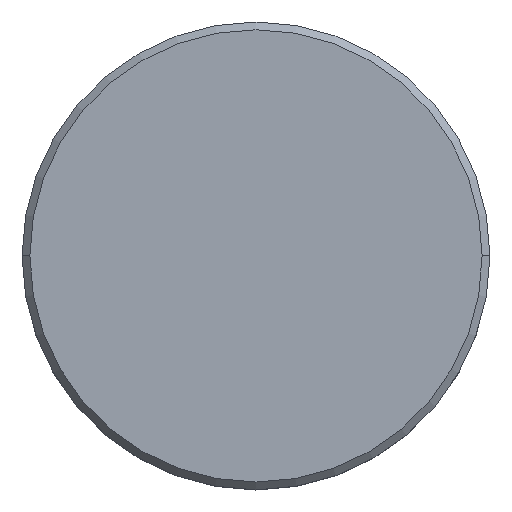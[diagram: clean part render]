
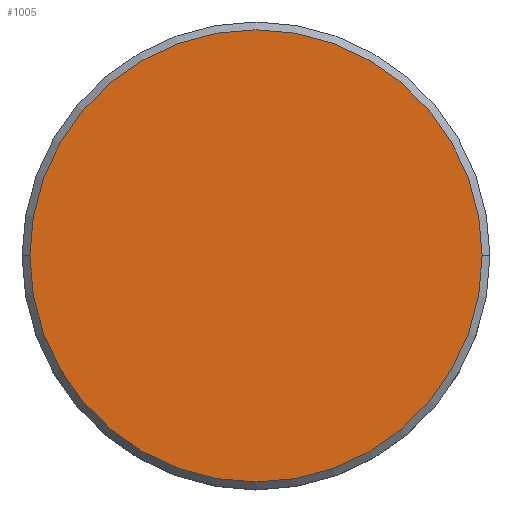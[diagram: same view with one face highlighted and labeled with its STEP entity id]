
A CAD part, top view. The second image highlights one B-rep face of the part: STEP entity #1005.
In plain terms, the highlighted planar face has unit normal (0, 0, 1).
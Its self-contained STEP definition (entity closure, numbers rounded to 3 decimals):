
#4 = CARTESIAN_POINT ( 'NONE',  ( 14.5, 0., 0. ) ) ;
#50 = ORIENTED_EDGE ( 'NONE', *, *, #269, .T. ) ;
#63 = DIRECTION ( 'NONE',  ( 1., 0., 0. ) ) ;
#146 = CIRCLE ( 'NONE', #338, 14.5 ) ;
#206 = DIRECTION ( 'NONE',  ( 1., 0., 0. ) ) ;
#209 = DIRECTION ( 'NONE',  ( 1., 0., 0. ) ) ;
#225 = CIRCLE ( 'NONE', #527, 14.5 ) ;
#269 = EDGE_CURVE ( 'NONE', #552, #852, #146, .T. ) ;
#338 = AXIS2_PLACEMENT_3D ( 'NONE', #681, #606, #206 ) ;
#364 = ORIENTED_EDGE ( 'NONE', *, *, #632, .T. ) ;
#527 = AXIS2_PLACEMENT_3D ( 'NONE', #631, #959, #63 ) ;
#552 = VERTEX_POINT ( 'NONE', #775 ) ;
#583 = EDGE_LOOP ( 'NONE', ( #50, #364 ) ) ;
#593 = AXIS2_PLACEMENT_3D ( 'NONE', #1017, #1012, #209 ) ;
#606 = DIRECTION ( 'NONE',  ( 0., 0., 1. ) ) ;
#631 = CARTESIAN_POINT ( 'NONE',  ( 0., 0., 0. ) ) ;
#632 = EDGE_CURVE ( 'NONE', #852, #552, #225, .T. ) ;
#681 = CARTESIAN_POINT ( 'NONE',  ( 0., 0., 0. ) ) ;
#683 = FACE_OUTER_BOUND ( 'NONE', #583, .T. ) ;
#764 = PLANE ( 'NONE',  #593 ) ;
#775 = CARTESIAN_POINT ( 'NONE',  ( -14.5, 0., 0. ) ) ;
#852 = VERTEX_POINT ( 'NONE', #4 ) ;
#959 = DIRECTION ( 'NONE',  ( 0., 0., 1. ) ) ;
#1005 = ADVANCED_FACE ( 'NONE', ( #683 ), #764, .T. ) ;
#1012 = DIRECTION ( 'NONE',  ( 0., 0., 1. ) ) ;
#1017 = CARTESIAN_POINT ( 'NONE',  ( 0., 0., 0. ) ) ;
